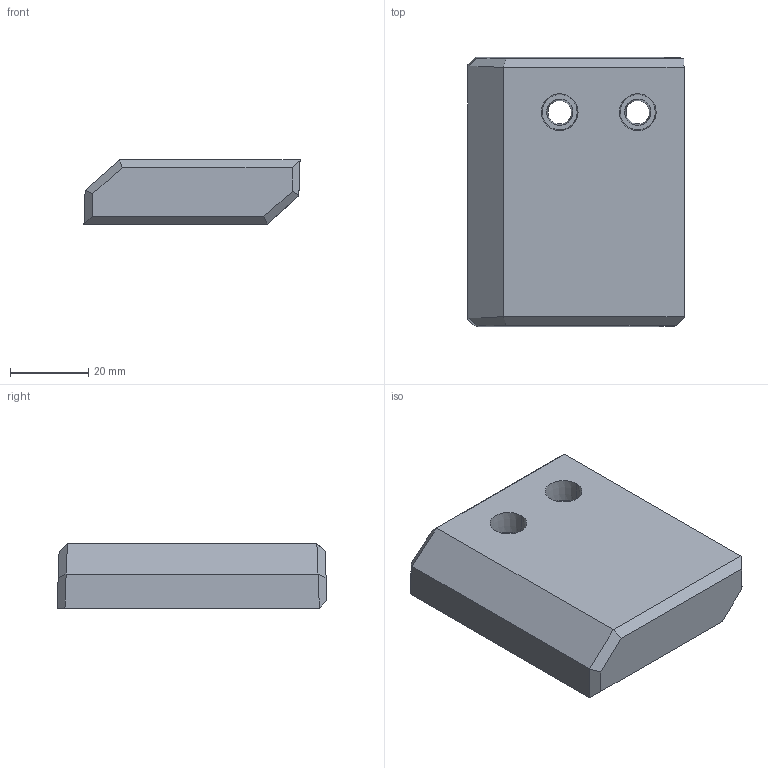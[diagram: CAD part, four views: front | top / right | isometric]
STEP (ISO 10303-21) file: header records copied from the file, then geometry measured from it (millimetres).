
FILE_DESCRIPTION (( 'STEP AP214' ), '1' );
FILE_NAME ('JXHSV06P-02006-d Z-axis left guide rod fixing block.step', '2023-06-08T06:48:46', ( '微软用户' ), ( '微软中国' ), 'SwSTEP 2.0', 'SolidWorks 2020', '' );
FILE_SCHEMA (( 'AUTOMOTIVE_DESIGN' ));
Length unit declared in the file: millimetre
Products named in the file (1): JXHSV06P-02006-d Z-axis left guide rod fixing block
Bounding box: 55.35 x 69.08 x 16.5 mm (x, y, z)
Volume: 29971.5 mm3; surface area: 22900.4 mm2
Topology: 1 solids, 1 shells, 295 faces, 811 edges, 540 vertices
Faces by surface type: plane 202, cone 41, bspline 32, cylinder 13, torus 7
Entity records: 10832 total; most frequent: CARTESIAN_POINT 3531, ORIENTED_EDGE 1622, DIRECTION 1302, EDGE_CURVE 811, VERTEX_POINT 540, VECTOR 540, LINE 540, AXIS2_PLACEMENT_3D 381
